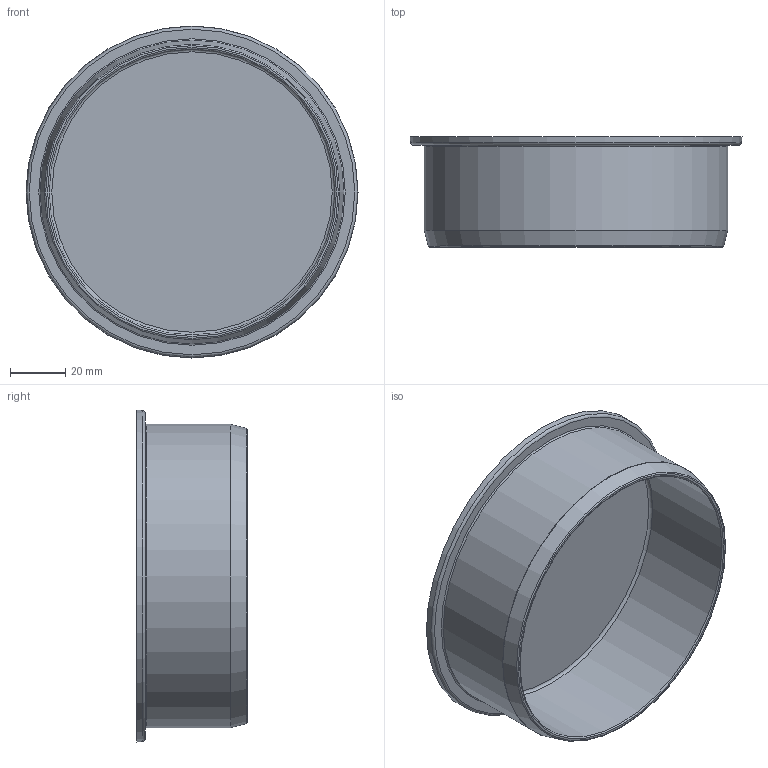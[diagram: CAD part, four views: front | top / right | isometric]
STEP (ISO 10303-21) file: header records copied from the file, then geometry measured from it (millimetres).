
FILE_DESCRIPTION(/* description */ (''),/* implementation_level */ '2;1');
FILE_NAME(/* name */ '220620 KGM Muffenstopfen DN_OD 110.stp',/* time_stamp */ '2017-04-18T09:24:29+02:00',/* author */ ('user1'),/* organization */ (''),/* preprocessor_version */ 'ST-DEVELOPER v16.1',/* originating_system */ 'Autodesk Inventor 2016',/* authorisation */ '');
FILE_SCHEMA (('AUTOMOTIVE_DESIGN { 1 0 10303 214 3 1 1 }'));
Length unit declared in the file: millimetre
Products named in the file (1): 220620 KGM Muffenstopfen DN_OD 110
Bounding box: 120.5 x 40 x 120.5 mm (x, y, z)
Volume: 72206 mm3; surface area: 47760.6 mm2
Topology: 1 solids, 1 shells, 14 faces, 23 edges, 13 vertices
Faces by surface type: torus 6, plane 4, cone 2, cylinder 2
Full cylindrical faces by diameter (mm): 103.8 x1, 110.2 x1
Entity records: 298 total; most frequent: DIRECTION 56, CARTESIAN_POINT 41, AXIS2_PLACEMENT_3D 28, EDGE_LOOP 26, ORIENTED_EDGE 26, FACE_OUTER_BOUND 14, ADVANCED_FACE 14, CIRCLE 13
